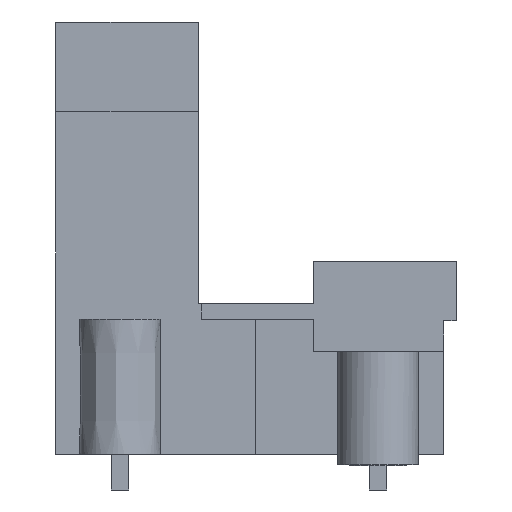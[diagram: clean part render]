
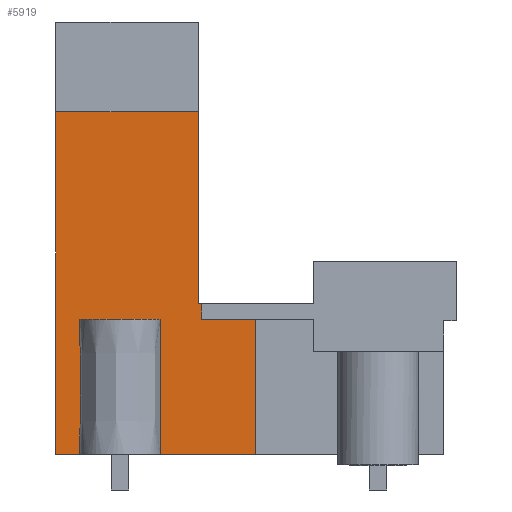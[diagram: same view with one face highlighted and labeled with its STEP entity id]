
A CAD part, left-side view. The second image highlights one B-rep face of the part: STEP entity #5919.
In plain terms, the highlighted planar face has unit normal (-1, 0, 0).
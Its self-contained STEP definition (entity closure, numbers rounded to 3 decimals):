
#5867=AXIS2_PLACEMENT_3D('Plane Axis2P3D',#5864,#5865,#5866) ;
#1656=CARTESIAN_POINT('Vertex',(3.84,11.84,2.1)) ;
#1659=CARTESIAN_POINT('Line Origine',(3.84,14.846,2.1)) ;
#1663=CARTESIAN_POINT('Vertex',(3.84,17.853,2.1)) ;
#1707=CARTESIAN_POINT('Vertex',(3.84,21.887,2.1)) ;
#1710=CARTESIAN_POINT('Line Origine',(3.84,22.779,2.1)) ;
#1714=CARTESIAN_POINT('Vertex',(3.84,23.67,2.1)) ;
#3967=CARTESIAN_POINT('Line Origine',(3.84,15.04,10.55)) ;
#3971=CARTESIAN_POINT('Vertex',(3.84,15.04,11.)) ;
#3973=CARTESIAN_POINT('Vertex',(3.84,15.04,10.1)) ;
#4005=CARTESIAN_POINT('Line Origine',(3.84,13.44,10.1)) ;
#4009=CARTESIAN_POINT('Vertex',(3.84,11.84,10.1)) ;
#4155=CARTESIAN_POINT('Vertex',(3.84,15.24,11.)) ;
#4158=CARTESIAN_POINT('Line Origine',(3.84,15.14,11.)) ;
#5638=CARTESIAN_POINT('Line Origine',(3.84,23.67,12.23)) ;
#5642=CARTESIAN_POINT('Vertex',(3.84,23.67,22.36)) ;
#5864=CARTESIAN_POINT('Axis2P3D Location',(3.84,23.67,1.5)) ;
#5869=CARTESIAN_POINT('Line Origine',(3.84,19.455,22.36)) ;
#5873=CARTESIAN_POINT('Vertex',(3.84,15.24,22.36)) ;
#5876=CARTESIAN_POINT('Line Origine',(3.84,21.887,6.1)) ;
#5880=CARTESIAN_POINT('Vertex',(3.84,21.887,10.1)) ;
#5883=CARTESIAN_POINT('Line Origine',(3.84,19.87,10.1)) ;
#5887=CARTESIAN_POINT('Vertex',(3.84,17.853,10.1)) ;
#5890=CARTESIAN_POINT('Line Origine',(3.84,17.853,6.1)) ;
#5895=CARTESIAN_POINT('Line Origine',(3.84,11.84,6.1)) ;
#5900=CARTESIAN_POINT('Line Origine',(3.84,15.24,16.68)) ;
#1660=DIRECTION('Vector Direction',(0.,-1.,0.)) ;
#1711=DIRECTION('Vector Direction',(0.,-1.,0.)) ;
#3968=DIRECTION('Vector Direction',(0.,0.,-1.)) ;
#4006=DIRECTION('Vector Direction',(0.,1.,0.)) ;
#4159=DIRECTION('Vector Direction',(0.,1.,0.)) ;
#5639=DIRECTION('Vector Direction',(0.,0.,1.)) ;
#5865=DIRECTION('Axis2P3D Direction',(-1.,0.,0.)) ;
#5866=DIRECTION('Axis2P3D XDirection',(0.,-1.,0.)) ;
#5870=DIRECTION('Vector Direction',(0.,-1.,0.)) ;
#5877=DIRECTION('Vector Direction',(0.,0.,1.)) ;
#5884=DIRECTION('Vector Direction',(0.,1.,0.)) ;
#5891=DIRECTION('Vector Direction',(0.,0.,1.)) ;
#5896=DIRECTION('Vector Direction',(0.,0.,1.)) ;
#5901=DIRECTION('Vector Direction',(0.,0.,-1.)) ;
#1661=VECTOR('Line Direction',#1660,1.) ;
#1712=VECTOR('Line Direction',#1711,1.) ;
#3969=VECTOR('Line Direction',#3968,1.) ;
#4007=VECTOR('Line Direction',#4006,1.) ;
#4160=VECTOR('Line Direction',#4159,1.) ;
#5640=VECTOR('Line Direction',#5639,1.) ;
#5871=VECTOR('Line Direction',#5870,1.) ;
#5878=VECTOR('Line Direction',#5877,1.) ;
#5885=VECTOR('Line Direction',#5884,1.) ;
#5892=VECTOR('Line Direction',#5891,1.) ;
#5897=VECTOR('Line Direction',#5896,1.) ;
#5902=VECTOR('Line Direction',#5901,1.) ;
#5906=ORIENTED_EDGE('',*,*,#5875,.T.) ;
#5907=ORIENTED_EDGE('',*,*,#5644,.T.) ;
#5908=ORIENTED_EDGE('',*,*,#1716,.T.) ;
#5909=ORIENTED_EDGE('',*,*,#5882,.T.) ;
#5910=ORIENTED_EDGE('',*,*,#5889,.F.) ;
#5911=ORIENTED_EDGE('',*,*,#5894,.F.) ;
#5912=ORIENTED_EDGE('',*,*,#1665,.T.) ;
#5913=ORIENTED_EDGE('',*,*,#5899,.T.) ;
#5914=ORIENTED_EDGE('',*,*,#4011,.T.) ;
#5915=ORIENTED_EDGE('',*,*,#3975,.F.) ;
#5916=ORIENTED_EDGE('',*,*,#4162,.F.) ;
#5917=ORIENTED_EDGE('',*,*,#5904,.F.) ;
#5919=ADVANCED_FACE('HOUSING',(#5918),#5868,.T.) ;
#1665=EDGE_CURVE('',#1664,#1657,#1662,.T.) ;
#1716=EDGE_CURVE('',#1715,#1708,#1713,.T.) ;
#3975=EDGE_CURVE('',#3972,#3974,#3970,.T.) ;
#4011=EDGE_CURVE('',#4010,#3974,#4008,.T.) ;
#4162=EDGE_CURVE('',#4156,#3972,#4161,.F.) ;
#5644=EDGE_CURVE('',#5643,#1715,#5641,.F.) ;
#5875=EDGE_CURVE('',#5874,#5643,#5872,.F.) ;
#5882=EDGE_CURVE('',#1708,#5881,#5879,.T.) ;
#5889=EDGE_CURVE('',#5888,#5881,#5886,.T.) ;
#5894=EDGE_CURVE('',#1664,#5888,#5893,.T.) ;
#5899=EDGE_CURVE('',#1657,#4010,#5898,.T.) ;
#5904=EDGE_CURVE('',#5874,#4156,#5903,.T.) ;
#5905=EDGE_LOOP('',(#5906,#5907,#5908,#5909,#5910,#5911,#5912,#5913,#5914,#5915,#5916,#5917)) ;
#5918=FACE_OUTER_BOUND('',#5905,.T.) ;
#1662=LINE('Line',#1659,#1661) ;
#1713=LINE('Line',#1710,#1712) ;
#3970=LINE('Line',#3967,#3969) ;
#4008=LINE('Line',#4005,#4007) ;
#4161=LINE('Line',#4158,#4160) ;
#5641=LINE('Line',#5638,#5640) ;
#5872=LINE('Line',#5869,#5871) ;
#5879=LINE('Line',#5876,#5878) ;
#5886=LINE('Line',#5883,#5885) ;
#5893=LINE('Line',#5890,#5892) ;
#5898=LINE('Line',#5895,#5897) ;
#5903=LINE('Line',#5900,#5902) ;
#5868=PLANE('',#5867) ;
#1657=VERTEX_POINT('',#1656) ;
#1664=VERTEX_POINT('',#1663) ;
#1708=VERTEX_POINT('',#1707) ;
#1715=VERTEX_POINT('',#1714) ;
#3972=VERTEX_POINT('',#3971) ;
#3974=VERTEX_POINT('',#3973) ;
#4010=VERTEX_POINT('',#4009) ;
#4156=VERTEX_POINT('',#4155) ;
#5643=VERTEX_POINT('',#5642) ;
#5874=VERTEX_POINT('',#5873) ;
#5881=VERTEX_POINT('',#5880) ;
#5888=VERTEX_POINT('',#5887) ;
